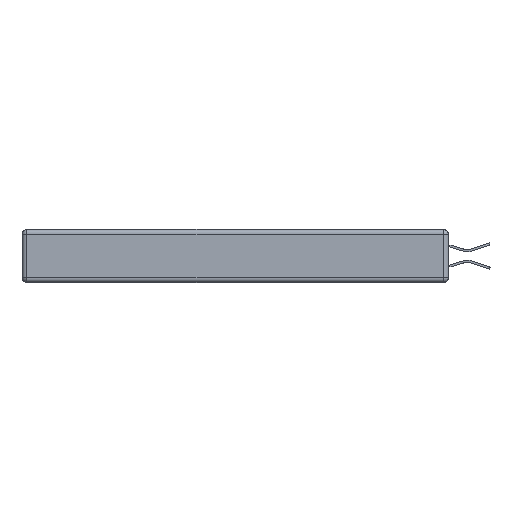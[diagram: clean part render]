
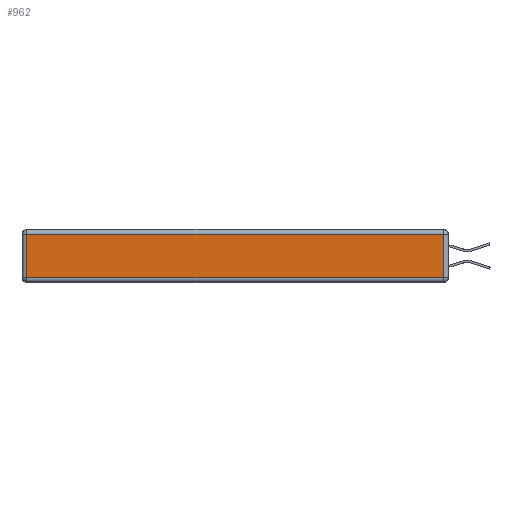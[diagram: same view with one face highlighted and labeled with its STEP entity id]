
A CAD part, left-side view. The second image highlights one B-rep face of the part: STEP entity #962.
In plain terms, the highlighted planar face has unit normal (-1, 0, 0).
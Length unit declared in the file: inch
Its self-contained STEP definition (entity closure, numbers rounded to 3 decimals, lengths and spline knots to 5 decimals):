
#962 = ADVANCED_FACE ( 'NONE', ( #4028 ), #16600, .T. ) ;
#2264 = ORIENTED_EDGE ( 'NONE', *, *, #3544, .T. ) ;
#2529 = CARTESIAN_POINT ( 'NONE',  ( 0., 2.72, -0.313 ) ) ;
#3090 = VECTOR ( 'NONE', #17457, 39.37008 ) ;
#3544 = EDGE_CURVE ( 'NONE', #21996, #12727, #16343, .T. ) ;
#3989 = DIRECTION ( 'NONE',  ( -1., 0., 0. ) ) ;
#4028 = FACE_OUTER_BOUND ( 'NONE', #20634, .T. ) ;
#4197 = CARTESIAN_POINT ( 'NONE',  ( 0., 0.03, -0.03 ) ) ;
#6342 = LINE ( 'NONE', #14190, #25387 ) ;
#7933 = CARTESIAN_POINT ( 'NONE',  ( 0., 2.72, -0.03 ) ) ;
#8690 = EDGE_CURVE ( 'NONE', #14160, #21996, #9953, .T. ) ;
#9953 = LINE ( 'NONE', #18401, #18886 ) ;
#11974 = CARTESIAN_POINT ( 'NONE',  ( 0., 0.03, -0.343 ) ) ;
#12727 = VERTEX_POINT ( 'NONE', #4197 ) ;
#13544 = AXIS2_PLACEMENT_3D ( 'NONE', #18621, #3989, #26032 ) ;
#14160 = VERTEX_POINT ( 'NONE', #2529 ) ;
#14190 = CARTESIAN_POINT ( 'NONE',  ( 0., 2.75, -0.03 ) ) ;
#14274 = DIRECTION ( 'NONE',  ( 0., 0., 1. ) ) ;
#15581 = EDGE_CURVE ( 'NONE', #12727, #28638, #6342, .T. ) ;
#16230 = CARTESIAN_POINT ( 'NONE',  ( 0., 0.03, -0.313 ) ) ;
#16343 = LINE ( 'NONE', #11974, #21572 ) ;
#16600 = PLANE ( 'NONE',  #13544 ) ;
#17449 = EDGE_CURVE ( 'NONE', #28638, #14160, #20708, .T. ) ;
#17457 = DIRECTION ( 'NONE',  ( 0., 0., -1. ) ) ;
#17553 = CARTESIAN_POINT ( 'NONE',  ( 0., 2.72, -0.343 ) ) ;
#18401 = CARTESIAN_POINT ( 'NONE',  ( 0., 0., -0.313 ) ) ;
#18621 = CARTESIAN_POINT ( 'NONE',  ( 0., 0., -0.343 ) ) ;
#18886 = VECTOR ( 'NONE', #20664, 39.37008 ) ;
#19445 = ORIENTED_EDGE ( 'NONE', *, *, #8690, .T. ) ;
#20590 = DIRECTION ( 'NONE',  ( 0., 1., 0. ) ) ;
#20634 = EDGE_LOOP ( 'NONE', ( #19445, #2264, #25640, #27347 ) ) ;
#20664 = DIRECTION ( 'NONE',  ( 0., -1., 0. ) ) ;
#20708 = LINE ( 'NONE', #17553, #3090 ) ;
#21572 = VECTOR ( 'NONE', #14274, 39.37008 ) ;
#21996 = VERTEX_POINT ( 'NONE', #16230 ) ;
#25387 = VECTOR ( 'NONE', #20590, 39.37008 ) ;
#25640 = ORIENTED_EDGE ( 'NONE', *, *, #15581, .T. ) ;
#26032 = DIRECTION ( 'NONE',  ( 0., 0., 1. ) ) ;
#27347 = ORIENTED_EDGE ( 'NONE', *, *, #17449, .T. ) ;
#28638 = VERTEX_POINT ( 'NONE', #7933 ) ;
